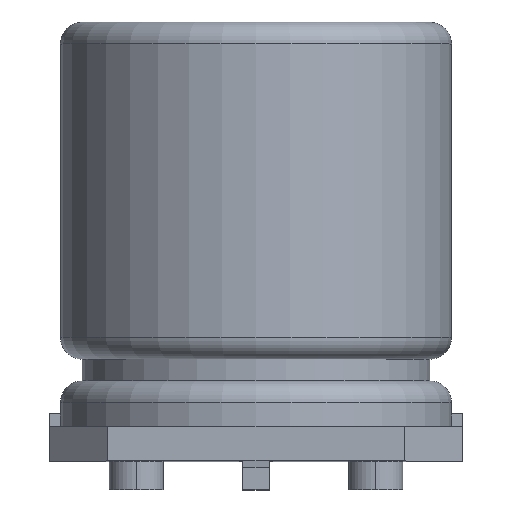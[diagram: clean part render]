
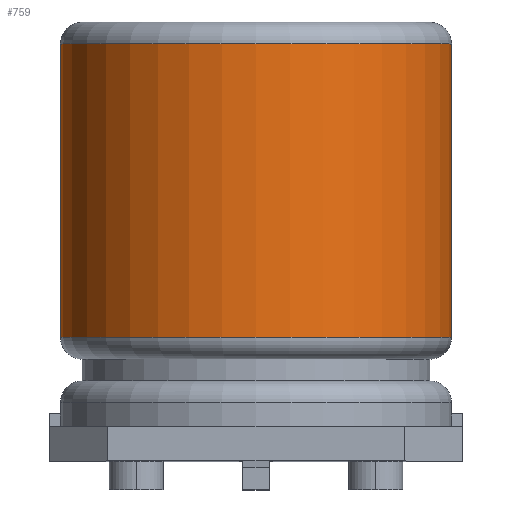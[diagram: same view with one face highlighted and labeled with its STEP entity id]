
A CAD part, top view. The second image highlights one B-rep face of the part: STEP entity #759.
In plain terms, the highlighted cylindrical face has radius 9 mm (diameter 18 mm), a partial arc.
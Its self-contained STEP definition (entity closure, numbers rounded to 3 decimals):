
#32 = CARTESIAN_POINT ( 'NONE',  ( 0., 4.7, -9. ) ) ;
#182 = ORIENTED_EDGE ( 'NONE', *, *, #2112, .T. ) ;
#249 = CIRCLE ( 'NONE', #1430, 9. ) ;
#328 = LINE ( 'NONE', #1420, #3596 ) ;
#510 = ORIENTED_EDGE ( 'NONE', *, *, #536, .F. ) ;
#536 = EDGE_CURVE ( 'NONE', #2108, #1138, #249, .T. ) ;
#625 = EDGE_LOOP ( 'NONE', ( #1130, #182, #510, #2574 ) ) ;
#759 = ADVANCED_FACE ( 'NONE', ( #1641 ), #1103, .T. ) ;
#905 = DIRECTION ( 'NONE',  ( 0., 0., -1. ) ) ;
#907 = CARTESIAN_POINT ( 'NONE',  ( 0., 4.7, 9. ) ) ;
#1013 = AXIS2_PLACEMENT_3D ( 'NONE', #2120, #1060, #1893 ) ;
#1060 = DIRECTION ( 'NONE',  ( 0., -1., 0. ) ) ;
#1103 = CYLINDRICAL_SURFACE ( 'NONE', #2484, 9. ) ;
#1130 = ORIENTED_EDGE ( 'NONE', *, *, #1484, .T. ) ;
#1136 = DIRECTION ( 'NONE',  ( 0., -1., 0. ) ) ;
#1138 = VERTEX_POINT ( 'NONE', #907 ) ;
#1176 = DIRECTION ( 'NONE',  ( 0., -1., 0. ) ) ;
#1321 = VECTOR ( 'NONE', #2868, 1000. ) ;
#1420 = CARTESIAN_POINT ( 'NONE',  ( 0., 19.2, 9. ) ) ;
#1430 = AXIS2_PLACEMENT_3D ( 'NONE', #3481, #2851, #905 ) ;
#1457 = EDGE_CURVE ( 'NONE', #2140, #2108, #2629, .T. ) ;
#1484 = EDGE_CURVE ( 'NONE', #2140, #2205, #2262, .T. ) ;
#1641 = FACE_OUTER_BOUND ( 'NONE', #625, .T. ) ;
#1893 = DIRECTION ( 'NONE',  ( 0., 0., 1. ) ) ;
#1937 = DIRECTION ( 'NONE',  ( 0., 0., -1. ) ) ;
#2108 = VERTEX_POINT ( 'NONE', #32 ) ;
#2112 = EDGE_CURVE ( 'NONE', #2205, #1138, #328, .T. ) ;
#2120 = CARTESIAN_POINT ( 'NONE',  ( 0., 18.2, 0. ) ) ;
#2140 = VERTEX_POINT ( 'NONE', #3420 ) ;
#2205 = VERTEX_POINT ( 'NONE', #3073 ) ;
#2231 = CARTESIAN_POINT ( 'NONE',  ( 0., 19.2, 0. ) ) ;
#2262 = CIRCLE ( 'NONE', #1013, 9. ) ;
#2484 = AXIS2_PLACEMENT_3D ( 'NONE', #2231, #1136, #1937 ) ;
#2574 = ORIENTED_EDGE ( 'NONE', *, *, #1457, .F. ) ;
#2629 = LINE ( 'NONE', #3148, #1321 ) ;
#2851 = DIRECTION ( 'NONE',  ( 0., -1., 0. ) ) ;
#2868 = DIRECTION ( 'NONE',  ( 0., -1., 0. ) ) ;
#3073 = CARTESIAN_POINT ( 'NONE',  ( 0., 18.2, 9. ) ) ;
#3148 = CARTESIAN_POINT ( 'NONE',  ( 0., 19.2, -9. ) ) ;
#3420 = CARTESIAN_POINT ( 'NONE',  ( 0., 18.2, -9. ) ) ;
#3481 = CARTESIAN_POINT ( 'NONE',  ( 0., 4.7, 0. ) ) ;
#3596 = VECTOR ( 'NONE', #1176, 1000. ) ;
